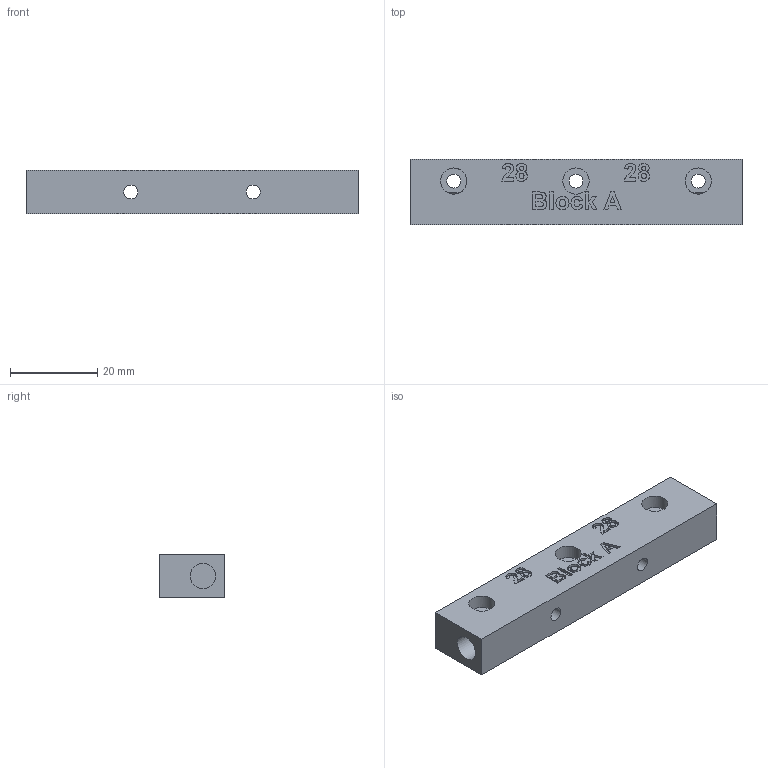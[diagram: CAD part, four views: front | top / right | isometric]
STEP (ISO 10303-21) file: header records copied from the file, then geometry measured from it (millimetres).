
FILE_DESCRIPTION(/* description */ (''),/* implementation_level */ '2;1');
FILE_NAME(/* name */ 'General Purpose Mounting Block A v3.step',/* time_stamp */ '2025-03-25T17:30:20+01:00',/* author */ (''),/* organization */ (''),/* preprocessor_version */ 'ST-DEVELOPER v20.1',/* originating_system */ 'Autodesk Translation Framework v14.4.0.0',/* authorisation */ '');
FILE_SCHEMA (('AUTOMOTIVE_DESIGN { 1 0 10303 214 3 1 1 }'));
Length unit declared in the file: millimetre
Products named in the file (1): General Purpose Mounting Block A
Bounding box: 76 x 15 x 10 mm (x, y, z)
Volume: 9771.4 mm3; surface area: 5392.6 mm2
Topology: 1 solids, 1 shells, 245 faces, 660 edges, 440 vertices
Faces by surface type: bspline 156, plane 77, cylinder 12
Full cylindrical faces by diameter (mm): 3.2 x5, 5.8 x2, 6 x5
Entity records: 9176 total; most frequent: CARTESIAN_POINT 4017, ORIENTED_EDGE 1320, EDGE_CURVE 660, DIRECTION 552, VERTEX_POINT 440, LINE 320, VECTOR 320, B_SPLINE_CURVE_WITH_KNOTS 314
